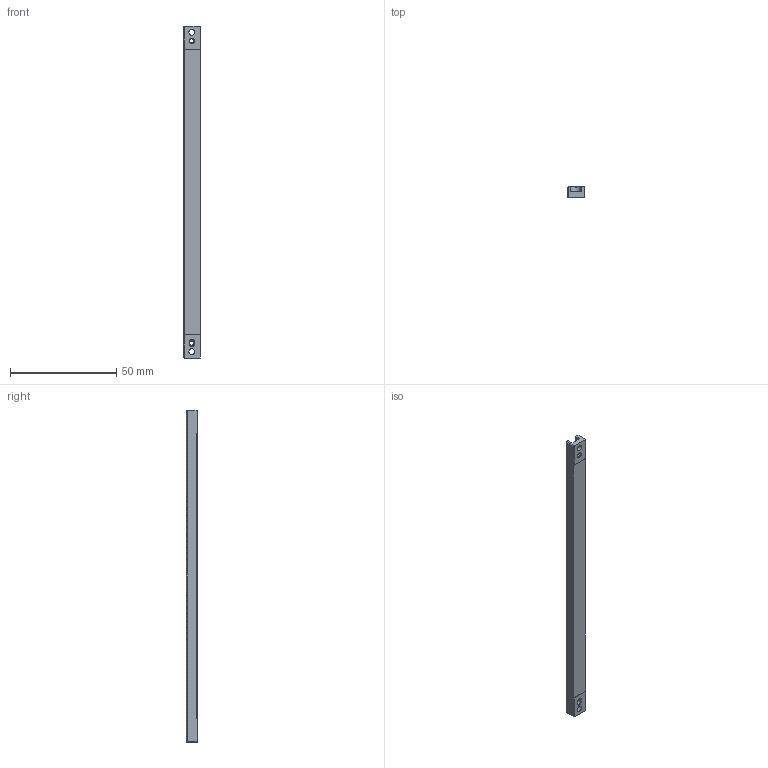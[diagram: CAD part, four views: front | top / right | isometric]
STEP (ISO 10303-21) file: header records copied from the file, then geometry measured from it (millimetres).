
FILE_DESCRIPTION(/* description */ (''),/* implementation_level */ '2;1');
FILE_NAME(/* name */ 'VRU3 tape mount v2_20210325.stp',/* time_stamp */ '2021-03-25T17:20:18-07:00',/* author */ ('hongquanli'),/* organization */ (''),/* preprocessor_version */ 'ST-DEVELOPER v18',/* originating_system */ 'Autodesk Inventor 2020',/* authorisation */ '');
FILE_SCHEMA (('AUTOMOTIVE_DESIGN { 1 0 10303 214 3 1 1 }'));
Length unit declared in the file: millimetre
Products named in the file (1): VRU3 tape mount
Bounding box: 7.8 x 5.2 x 156 mm (x, y, z)
Volume: 5698.7 mm3; surface area: 4142.8 mm2
Topology: 1 solids, 1 shells, 43 faces, 116 edges, 75 vertices
Faces by surface type: plane 30, cylinder 8, cone 5
Full cylindrical faces by diameter (mm): 2 x2, 2.7 x2
Entity records: 1412 total; most frequent: CARTESIAN_POINT 237, ORIENTED_EDGE 236, DIRECTION 233, EDGE_CURVE 118, LINE 91, VECTOR 91, VERTEX_POINT 75, AXIS2_PLACEMENT_3D 71
